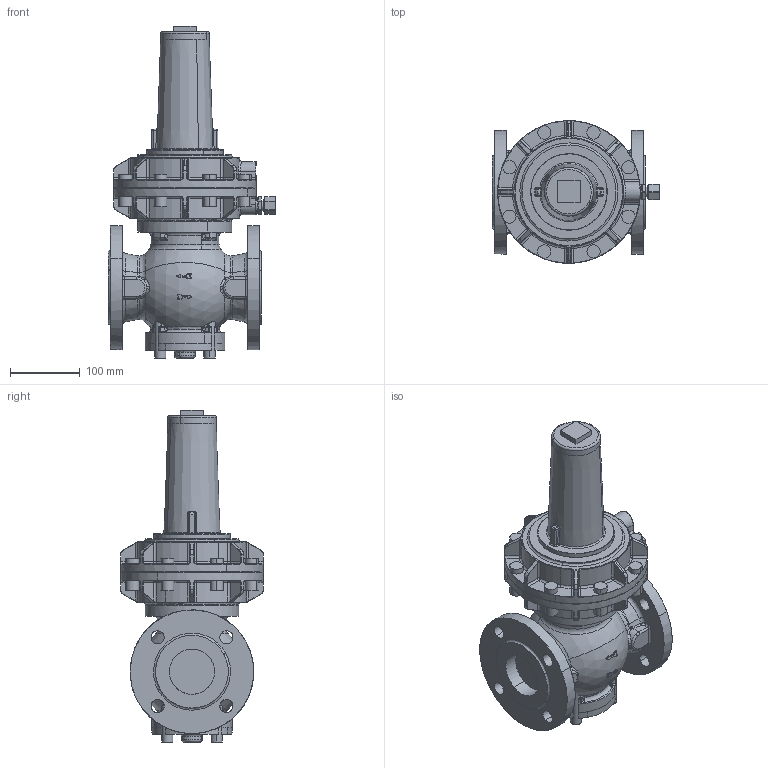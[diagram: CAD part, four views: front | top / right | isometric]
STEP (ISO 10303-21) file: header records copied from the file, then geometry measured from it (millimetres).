
FILE_DESCRIPTION(('CATIA V5 STEP Exchange'),'2;1');
FILE_NAME('R 105 DN 065-205-ANSI.stp','2025-04-23T09:53:13+00:00',('none'),('none'),'CATIA Version 5-6 Release 2018 SP2','CATIA V5 STEP AP203','none');
FILE_SCHEMA(('CONFIG_CONTROL_DESIGN'));
Products named in the file (1): Product4
Assembly tree (2 placements, depth 2):
  Product4
    #57
    #62617
Bounding box: 240.3 x 204.99 x 477 mm (x, y, z)
Volume: 6591714.1 mm3; surface area: 440564.1 mm2
Topology: 3 solids, 13 shells, 1622 faces, 3948 edges, 2290 vertices
Faces by surface type: cylinder 469, torus 411, bspline 352, plane 212, sphere 91, cone 87
Entity records: 64305 total; most frequent: CARTESIAN_POINT 34015, ORIENTED_EDGE 7704, EDGE_CURVE 3852, DIRECTION 3572, VERTEX_POINT 2290, AXIS2_PLACEMENT_3D 2200, EDGE_LOOP 1688, ADVANCED_FACE 1622
